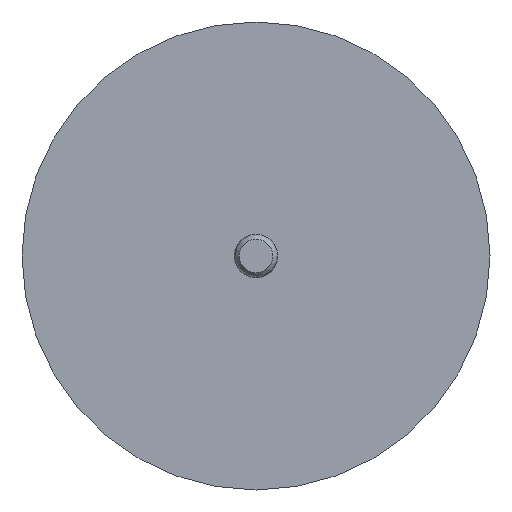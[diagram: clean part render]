
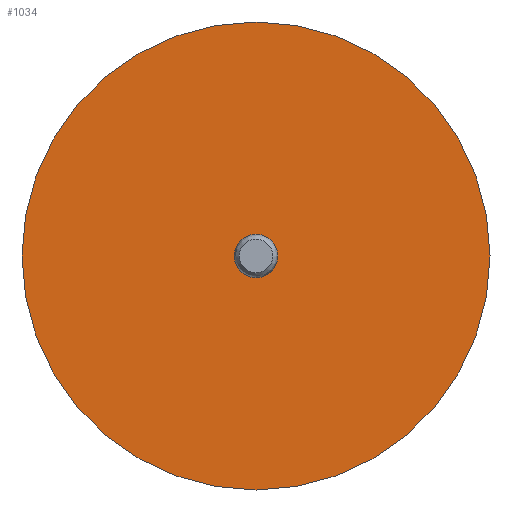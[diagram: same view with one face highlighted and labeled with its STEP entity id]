
A CAD part, front view. The second image highlights one B-rep face of the part: STEP entity #1034.
In plain terms, the highlighted planar face has unit normal (0, -1, 0).
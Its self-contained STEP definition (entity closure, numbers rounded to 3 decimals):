
#68=FACE_BOUND('',#291,.T.);
#96=PLANE('',#1166);
#223=FACE_OUTER_BOUND('',#290,.T.);
#290=EDGE_LOOP('',(#924,#925));
#291=EDGE_LOOP('',(#926,#927));
#421=CIRCLE('',#1164,2.712);
#422=CIRCLE('',#1165,2.712);
#423=CIRCLE('',#1167,30.);
#424=CIRCLE('',#1168,30.);
#511=VERTEX_POINT('',#1847);
#512=VERTEX_POINT('',#1849);
#513=VERTEX_POINT('',#1853);
#514=VERTEX_POINT('',#1854);
#652=EDGE_CURVE('',#512,#511,#421,.T.);
#653=EDGE_CURVE('',#511,#512,#422,.T.);
#654=EDGE_CURVE('',#513,#514,#423,.T.);
#655=EDGE_CURVE('',#514,#513,#424,.T.);
#924=ORIENTED_EDGE('',*,*,#654,.F.);
#925=ORIENTED_EDGE('',*,*,#655,.F.);
#926=ORIENTED_EDGE('',*,*,#652,.T.);
#927=ORIENTED_EDGE('',*,*,#653,.T.);
#1034=ADVANCED_FACE('',(#223,#68),#96,.T.);
#1164=AXIS2_PLACEMENT_3D('',#1850,#1426,#1427);
#1165=AXIS2_PLACEMENT_3D('',#1851,#1428,#1429);
#1166=AXIS2_PLACEMENT_3D('',#1852,#1430,#1431);
#1167=AXIS2_PLACEMENT_3D('',#1855,#1432,#1433);
#1168=AXIS2_PLACEMENT_3D('',#1856,#1434,#1435);
#1426=DIRECTION('center_axis',(0.,1.,0.));
#1427=DIRECTION('ref_axis',(-1.,0.,0.));
#1428=DIRECTION('center_axis',(0.,1.,0.));
#1429=DIRECTION('ref_axis',(-1.,0.,0.));
#1430=DIRECTION('center_axis',(0.,-1.,0.));
#1431=DIRECTION('ref_axis',(0.,0.,-1.));
#1432=DIRECTION('center_axis',(0.,1.,0.));
#1433=DIRECTION('ref_axis',(-1.,0.,0.));
#1434=DIRECTION('center_axis',(0.,1.,0.));
#1435=DIRECTION('ref_axis',(-1.,0.,0.));
#1847=CARTESIAN_POINT('',(2.712,3.9,0.));
#1849=CARTESIAN_POINT('',(-2.712,3.9,0.));
#1850=CARTESIAN_POINT('Origin',(0.,3.9,0.));
#1851=CARTESIAN_POINT('Origin',(0.,3.9,0.));
#1852=CARTESIAN_POINT('Origin',(-16.356,3.9,0.));
#1853=CARTESIAN_POINT('',(-30.,3.9,0.));
#1854=CARTESIAN_POINT('',(30.,3.9,0.));
#1855=CARTESIAN_POINT('Origin',(0.,3.9,0.));
#1856=CARTESIAN_POINT('Origin',(0.,3.9,0.));
